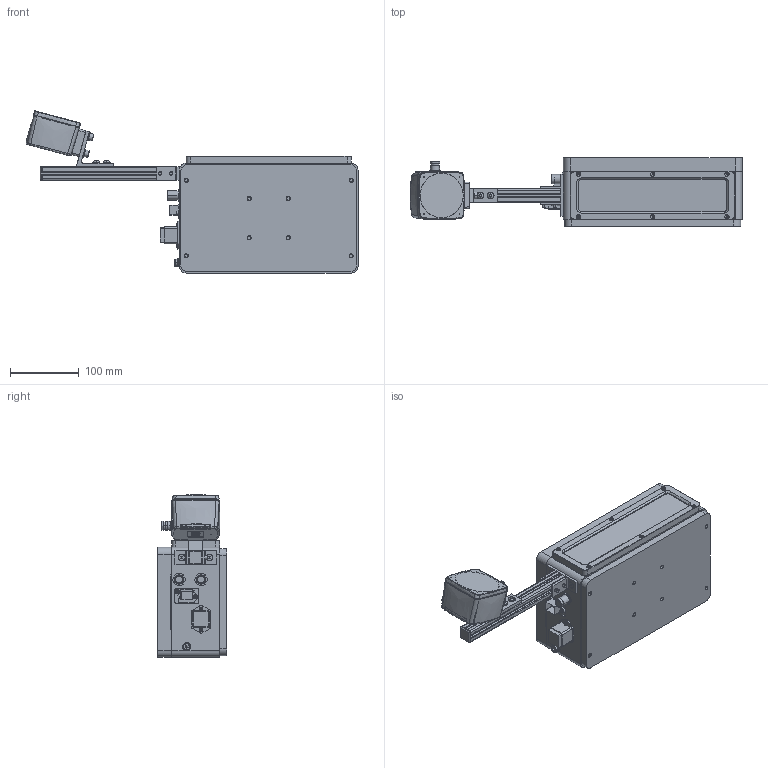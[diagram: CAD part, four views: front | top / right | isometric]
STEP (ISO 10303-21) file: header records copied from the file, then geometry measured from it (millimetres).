
FILE_DESCRIPTION((''),'2;1');
FILE_NAME('DG_OIT1500_KPL_EXT_ASM','2012-06-14T',('SMattmuell'),(''),'PRO/ENGINEER BY PARAMETRIC TECHNOLOGY CORPORATION, 2007250','PRO/ENGINEER BY PARAMETRIC TECHNOLOGY CORPORATION, 2007250','');
FILE_SCHEMA(('CONFIG_CONTROL_DESIGN'));
Length unit declared in the file: millimetre
Products named in the file (40): DDE_OIT500_HSG; DDE_OIT500_DECKEL; DIN7984-GEN_M6X30; DDE_OIT500_HSG_KPL_ASM; DG_04BN58_OIT_FRONTDICHTUNG; DG_04BN57_OIT_FRONTSCHEIBE; DG_04BN56_OIT_FRONTRAHMEN; DG_04BN54_OIT200_MONTAGEPLATTE; D7991M3X16V1; ISO4762_M6X12; 1_HARTING_STECKER; 1_RJ45_CONNECTOR; RUNDSTECKVERBINDER; D125T2A6_4; D127BD6_1R2; DIN7984-GEN_M6X10; D125T2A2_7; DIN7984-GEN_M3X10; DIN_912_-_M2_5_X_6; DG_OIT500_KPL_EXT_ASM; DG_04CMQ7_PROFIL; DG_04CMQ5_HALTEGABEL; DG_04CMQ8_HALTEWINKEL; DG_ITEM_NUTENSTEIN_M5; D125T2B5_3; DG_ITEM_SCHRAUBE_M5X10; D7991M5X30V1; DG_ITEM_ABDECKKAPPE_20X20; DG_07BMV9_HALTERUNG_KPL_ASM; DM_HSG_ST-RE; DM_LICHTLEITER; GEWINDEEINSATZ_HITSERT2_M6X9; DM_04CBT0_TASTENFOLIE; DG000061_FFPL_FRONT; DG000098_FFPL_KLEBERAHMEN; DG000190_FFPL_SCHEIBE_1684; DM_07BCX1_PCV_ASM; DG_421286_PG7_VERSCHRAUBUNG; D7991M5X12V1; DG_OIT1500_KPL_EXT_ASM
Assembly tree (67 placements, depth 4):
  DG_OIT1500_KPL_EXT_ASM
    DG_OIT500_KPL_EXT_ASM
      DDE_OIT500_HSG_KPL_ASM
        DDE_OIT500_HSG
        DDE_OIT500_DECKEL
        DIN7984-GEN_M6X30  x4
      DG_04BN58_OIT_FRONTDICHTUNG  x2
      DG_04BN57_OIT_FRONTSCHEIBE
      DG_04BN56_OIT_FRONTRAHMEN
      DG_04BN54_OIT200_MONTAGEPLATTE
      D7991M3X16V1  x6
      ISO4762_M6X12  x4
      1_HARTING_STECKER
      1_RJ45_CONNECTOR
      RUNDSTECKVERBINDER  x2
      D125T2A6_4
      D127BD6_1R2
      DIN7984-GEN_M6X10
      D125T2A2_7  x2
      DIN7984-GEN_M3X10  x2
      DIN_912_-_M2_5_X_6  x2
    DG_07BMV9_HALTERUNG_KPL_ASM
      DG_04CMQ7_PROFIL
      DG_04CMQ5_HALTEGABEL
      DG_04CMQ8_HALTEWINKEL
      DG_ITEM_NUTENSTEIN_M5  x2
      D125T2B5_3  x2
      DG_ITEM_SCHRAUBE_M5X10  x2
      D7991M5X30V1  x2
      DG_ITEM_ABDECKKAPPE_20X20
    DM_HSG_ST-RE
    DM_LICHTLEITER
    GEWINDEEINSATZ_HITSERT2_M6X9  x4
    DM_04CBT0_TASTENFOLIE
    DM_07BCX1_PCV_ASM
      DG000061_FFPL_FRONT
      DG000098_FFPL_KLEBERAHMEN
      DG000190_FFPL_SCHEIBE_1684
    DG_421286_PG7_VERSCHRAUBUNG
    D127BD6_1R2  x2
    ISO4762_M6X12  x2
    D7991M5X12V1  x2
Bounding box: 483.33 x 100.5 x 236.09 mm (x, y, z)
Volume: 1480013.9 mm3; surface area: 607540 mm2
Topology: 63 solids, 127 shells, 2448 faces, 6069 edges, 3894 vertices
Faces by surface type: plane 1083, cylinder 871, cone 314, bspline 78, torus 74, extrusion 24, sphere 4
Entity records: 77886 total; most frequent: CARTESIAN_POINT 17343, DIRECTION 9786, ORIENTED_EDGE 9251, EDGE_CURVE 4735, PRESENTATION_STYLE_ASSIGNMENT 4361, STYLED_ITEM 4226, CURVE_STYLE 4164, AXIS2_PLACEMENT_3D 3673
